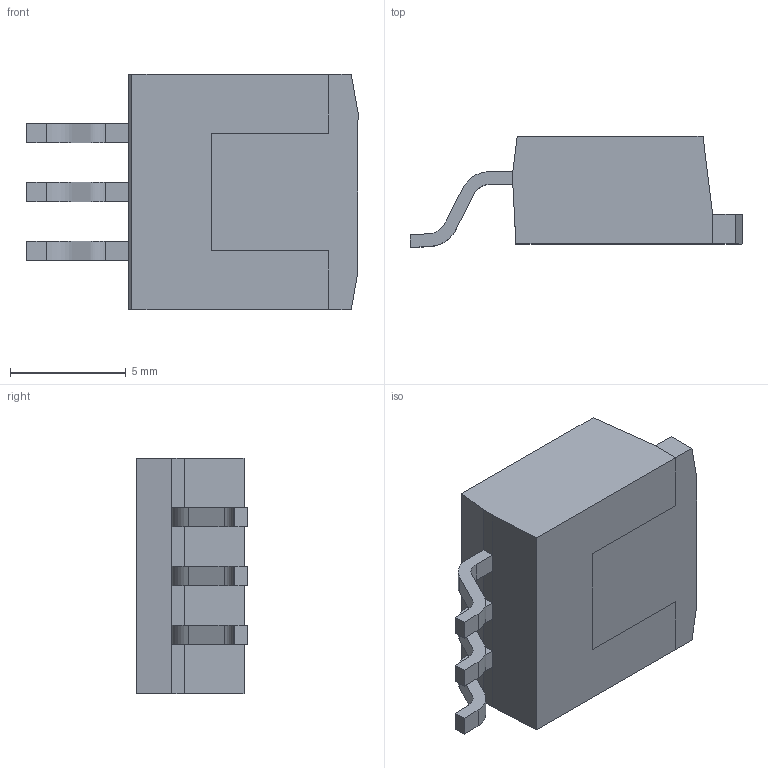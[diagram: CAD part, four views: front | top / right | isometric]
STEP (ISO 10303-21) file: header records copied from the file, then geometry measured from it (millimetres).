
FILE_DESCRIPTION (( 'STEP AP214' ), '1' );
FILE_NAME ('LM1085ISX-5.0NOPB.STEP', '2020-07-14T21:43:27', ( '' ), ( '' ), 'SwSTEP 2.0', 'SolidWorks 2017', '' );
FILE_SCHEMA (( 'AUTOMOTIVE_DESIGN' ));
Length unit declared in the file: inch
Products named in the file (1): LM1085ISX-5.0NOPB
Bounding box: 14.35 x 4.8 x 10.16 mm (x, y, z)
Volume: 421.4 mm3; surface area: 524.7 mm2
Topology: 6 solids, 6 shells, 75 faces, 184 edges, 122 vertices
Faces by surface type: plane 59, cylinder 16
Entity records: 2289 total; most frequent: CARTESIAN_POINT 382, DIRECTION 368, ORIENTED_EDGE 368, EDGE_CURVE 184, VECTOR 152, LINE 152, VERTEX_POINT 122, AXIS2_PLACEMENT_3D 108
